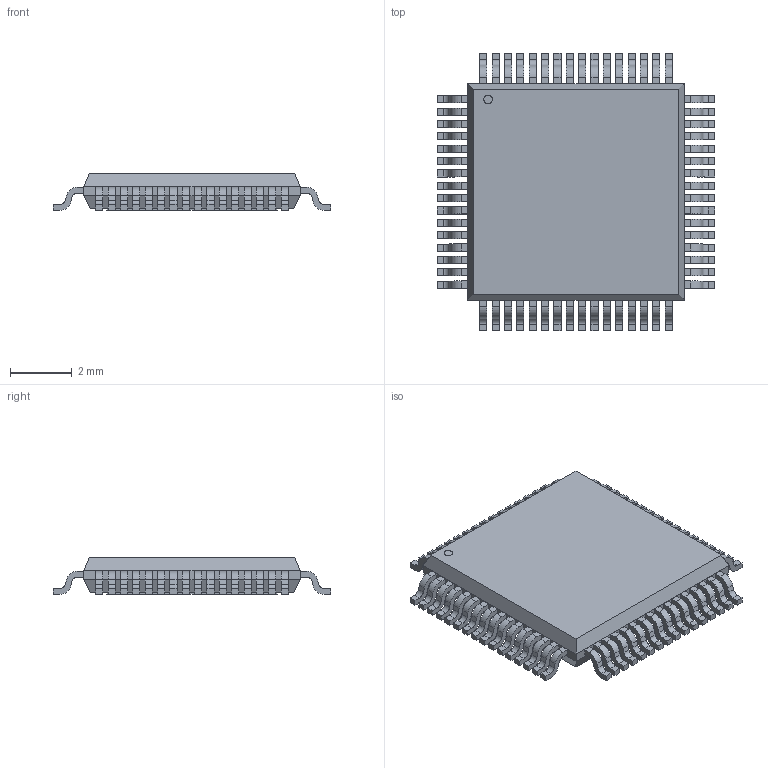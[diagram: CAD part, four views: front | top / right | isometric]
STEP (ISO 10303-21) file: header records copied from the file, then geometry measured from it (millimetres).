
FILE_DESCRIPTION(('STEP AP214'),'1');
FILE_NAME('EQFP64_A1P2-D24P5_INT','2021-08-13T18:46:07',(''),(''),'','','');
FILE_SCHEMA(('AUTOMOTIVE_DESIGN'));
Length unit declared in the file: millimetre
Products named in the file (1): product
Bounding box: 8.99 x 8.99 x 1.2 mm (x, y, z)
Volume: 59 mm3; surface area: 257.8 mm2
Topology: 67 solids, 67 shells, 919 faces, 2347 edges, 1562 vertices
Faces by surface type: plane 662, cylinder 257
Full cylindrical faces by diameter (mm): 0.28 x1
Entity records: 26440 total; most frequent: DIRECTION 4702, ORIENTED_EDGE 4692, CARTESIAN_POINT 2741, EDGE_CURVE 2346, LINE 1832, VECTOR 1832, VERTEX_POINT 1562, AXIS2_PLACEMENT_3D 1435
